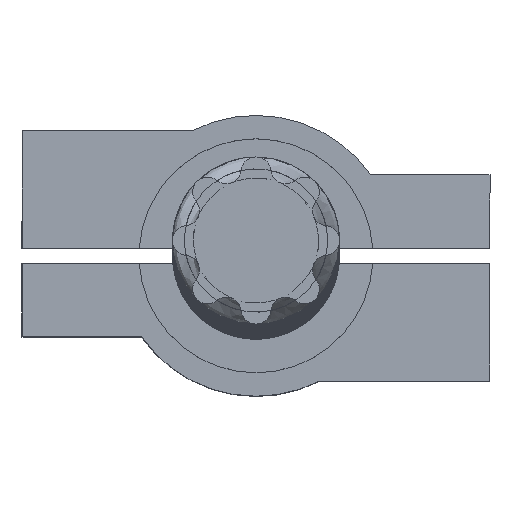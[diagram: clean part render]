
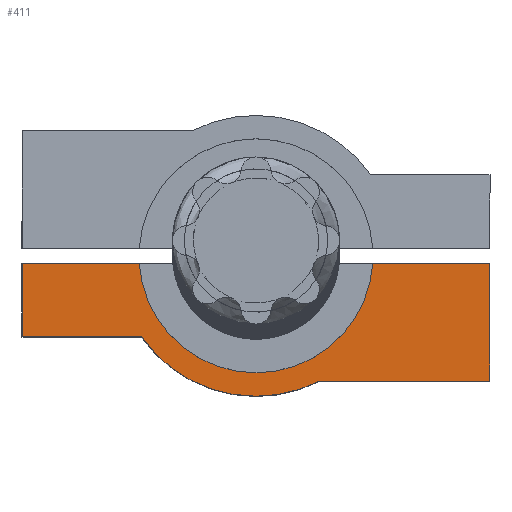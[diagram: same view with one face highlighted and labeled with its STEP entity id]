
A CAD part, top view. The second image highlights one B-rep face of the part: STEP entity #411.
In plain terms, the highlighted face is planar.
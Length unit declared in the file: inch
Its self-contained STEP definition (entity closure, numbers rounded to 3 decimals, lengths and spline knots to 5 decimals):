
#306=CARTESIAN_POINT('',(0.16923,0.33465,0.0));
#307=VERTEX_POINT('',#306);
#322=CARTESIAN_POINT('',(0.625,0.33465,0.0));
#323=VERTEX_POINT('',#322);
#330=CARTESIAN_POINT('',(0.625,0.33465,0.0));
#331=DIRECTION('',(-1.0,0.0,0.0));
#332=VECTOR('',#331,0.45577);
#333=LINE('',#330,#332);
#334=EDGE_CURVE('',#323,#307,#333,.T.);
#347=CARTESIAN_POINT('',(0.,0.13868,0.0));
#348=DIRECTION('',(0.0,0.0,1.0));
#349=DIRECTION('',(1.0,0.0,0.0));
#350=AXIS2_PLACEMENT_3D('',#347,#348,#349);
#351=PLANE('',#350);
#352=CARTESIAN_POINT('',(0.625,0.01969,0.0));
#353=VERTEX_POINT('',#352);
#354=CARTESIAN_POINT('',(0.625,0.01969,0.0));
#355=DIRECTION('',(0.0,1.0,0.0));
#356=VECTOR('',#355,0.31496);
#357=LINE('',#354,#356);
#358=EDGE_CURVE('',#353,#323,#357,.T.);
#359=ORIENTED_EDGE('',*,*,#358,.F.);
#360=CARTESIAN_POINT('',(0.31188,0.01969,0.0));
#361=VERTEX_POINT('',#360);
#362=CARTESIAN_POINT('',(0.31188,0.01969,0.0));
#363=DIRECTION('',(1.0,0.0,0.0));
#364=VECTOR('',#363,0.31312);
#365=LINE('',#362,#364);
#366=EDGE_CURVE('',#361,#353,#365,.T.);
#367=ORIENTED_EDGE('',*,*,#366,.F.);
#368=CARTESIAN_POINT('',(-0.31188,0.01969,0.0));
#369=VERTEX_POINT('',#368);
#370=CARTESIAN_POINT('',(0.0,0.,0.0));
#371=DIRECTION('',(0.0,0.0,1.0));
#372=DIRECTION('',(-0.998,0.063,0.0));
#373=AXIS2_PLACEMENT_3D('',#370,#371,#372);
#374=CIRCLE('',#373,0.3125);
#375=EDGE_CURVE('',#361,#369,#374,.T.);
#376=ORIENTED_EDGE('',*,*,#375,.T.);
#377=CARTESIAN_POINT('',(-0.625,0.01969,0.0));
#378=VERTEX_POINT('',#377);
#379=CARTESIAN_POINT('',(-0.625,0.01969,0.0));
#380=DIRECTION('',(1.0,0.0,0.0));
#381=VECTOR('',#380,0.31312);
#382=LINE('',#379,#381);
#383=EDGE_CURVE('',#378,#369,#382,.T.);
#384=ORIENTED_EDGE('',*,*,#383,.F.);
#385=CARTESIAN_POINT('',(-0.625,0.21654,0.0));
#386=VERTEX_POINT('',#385);
#387=CARTESIAN_POINT('',(-0.625,0.21654,0.0));
#388=DIRECTION('',(0.0,-1.0,0.0));
#389=VECTOR('',#388,0.19685);
#390=LINE('',#387,#389);
#391=EDGE_CURVE('',#386,#378,#390,.T.);
#392=ORIENTED_EDGE('',*,*,#391,.F.);
#393=CARTESIAN_POINT('',(-0.30617,0.21654,0.0));
#394=VERTEX_POINT('',#393);
#395=CARTESIAN_POINT('',(-0.30617,0.21654,0.0));
#396=DIRECTION('',(-1.0,0.0,0.0));
#397=VECTOR('',#396,0.31883);
#398=LINE('',#395,#397);
#399=EDGE_CURVE('',#394,#386,#398,.T.);
#400=ORIENTED_EDGE('',*,*,#399,.F.);
#401=CARTESIAN_POINT('',(0.0,0.,0.0));
#402=DIRECTION('',(0.0,0.0,1.0));
#403=DIRECTION('',(0.816,0.577,0.0));
#404=AXIS2_PLACEMENT_3D('',#401,#402,#403);
#405=CIRCLE('',#404,0.375);
#406=EDGE_CURVE('',#307,#394,#405,.T.);
#407=ORIENTED_EDGE('',*,*,#406,.F.);
#408=ORIENTED_EDGE('',*,*,#334,.F.);
#409=EDGE_LOOP('',(#359,#367,#376,#384,#392,#400,#407,#408));
#410=FACE_OUTER_BOUND('',#409,.T.);
#411=ADVANCED_FACE('',(#410),#351,.F.);
